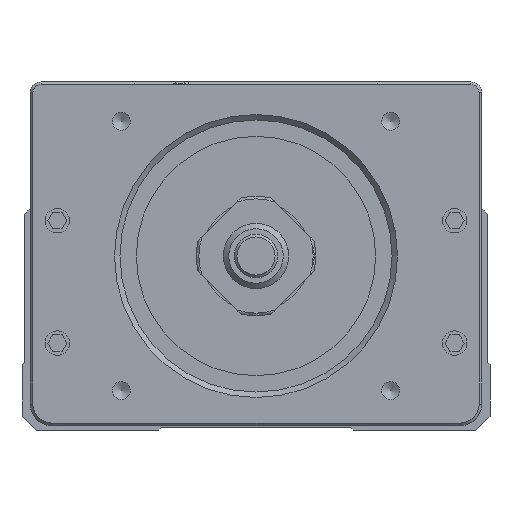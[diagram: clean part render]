
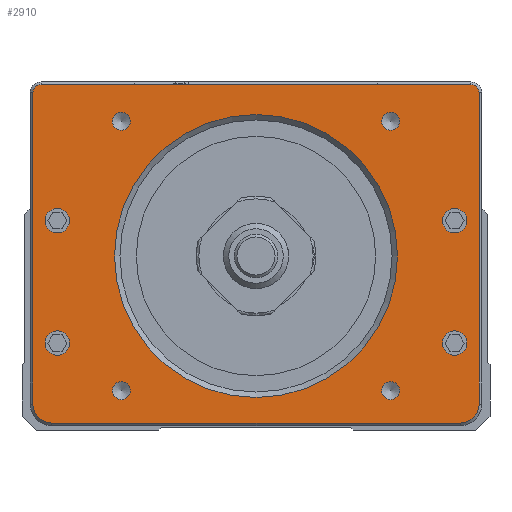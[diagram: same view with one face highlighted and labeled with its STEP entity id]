
A CAD part, front view. The second image highlights one B-rep face of the part: STEP entity #2910.
In plain terms, the highlighted planar face has unit normal (0, -1, 0).
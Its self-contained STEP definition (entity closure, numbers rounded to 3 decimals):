
#1132=FACE_BOUND('',#6580,.T.);
#1133=FACE_BOUND('',#6581,.T.);
#1134=FACE_BOUND('',#6582,.T.);
#1135=FACE_BOUND('',#6583,.T.);
#1136=FACE_BOUND('',#6584,.T.);
#1137=FACE_BOUND('',#6585,.T.);
#1138=FACE_BOUND('',#6586,.T.);
#1139=FACE_BOUND('',#6587,.T.);
#1140=FACE_BOUND('',#6588,.T.);
#1141=FACE_BOUND('',#6589,.T.);
#1979=CIRCLE('',#26784,26.);
#1980=CIRCLE('',#26785,1.65);
#1981=CIRCLE('',#26786,1.65);
#1982=CIRCLE('',#26787,1.65);
#1983=CIRCLE('',#26788,1.65);
#1984=CIRCLE('',#26789,1.5);
#1985=CIRCLE('',#26790,1.5);
#1986=CIRCLE('',#26791,3.5);
#1987=CIRCLE('',#26792,3.5);
#1988=CIRCLE('',#26793,2.25);
#1989=CIRCLE('',#26794,2.25);
#1990=CIRCLE('',#26795,2.25);
#1991=CIRCLE('',#26796,2.25);
#2910=ADVANCED_FACE('',(#1132,#1133,#1134,#1135,#1136,#1137,#1138,#1139,
#1140,#1141),#4231,.F.);
#4231=PLANE('',#26797);
#6580=EDGE_LOOP('',(#10340));
#6581=EDGE_LOOP('',(#10341));
#6582=EDGE_LOOP('',(#10342));
#6583=EDGE_LOOP('',(#10343));
#6584=EDGE_LOOP('',(#10344));
#6585=EDGE_LOOP('',(#10345,#10346,#10347,#10348,#10349,#10350,#10351,#10352));
#6586=EDGE_LOOP('',(#10353));
#6587=EDGE_LOOP('',(#10354));
#6588=EDGE_LOOP('',(#10355));
#6589=EDGE_LOOP('',(#10356));
#10340=ORIENTED_EDGE('',*,*,#18830,.T.);
#10341=ORIENTED_EDGE('',*,*,#18831,.T.);
#10342=ORIENTED_EDGE('',*,*,#18832,.T.);
#10343=ORIENTED_EDGE('',*,*,#18833,.T.);
#10344=ORIENTED_EDGE('',*,*,#18834,.T.);
#10345=ORIENTED_EDGE('',*,*,#18835,.T.);
#10346=ORIENTED_EDGE('',*,*,#18836,.T.);
#10347=ORIENTED_EDGE('',*,*,#18837,.T.);
#10348=ORIENTED_EDGE('',*,*,#18838,.T.);
#10349=ORIENTED_EDGE('',*,*,#18839,.T.);
#10350=ORIENTED_EDGE('',*,*,#18840,.T.);
#10351=ORIENTED_EDGE('',*,*,#18841,.T.);
#10352=ORIENTED_EDGE('',*,*,#18842,.T.);
#10353=ORIENTED_EDGE('',*,*,#18843,.T.);
#10354=ORIENTED_EDGE('',*,*,#18844,.T.);
#10355=ORIENTED_EDGE('',*,*,#18845,.T.);
#10356=ORIENTED_EDGE('',*,*,#18846,.T.);
#16014=VERTEX_POINT('',#39103);
#16015=VERTEX_POINT('',#39105);
#16016=VERTEX_POINT('',#39107);
#16017=VERTEX_POINT('',#39109);
#16018=VERTEX_POINT('',#39111);
#16019=VERTEX_POINT('',#39113);
#16020=VERTEX_POINT('',#39114);
#16021=VERTEX_POINT('',#39116);
#16022=VERTEX_POINT('',#39118);
#16023=VERTEX_POINT('',#39120);
#16024=VERTEX_POINT('',#39122);
#16025=VERTEX_POINT('',#39124);
#16026=VERTEX_POINT('',#39126);
#16027=VERTEX_POINT('',#39129);
#16028=VERTEX_POINT('',#39131);
#16029=VERTEX_POINT('',#39133);
#16030=VERTEX_POINT('',#39135);
#18830=EDGE_CURVE('',#16014,#16014,#1979,.T.);
#18831=EDGE_CURVE('',#16015,#16015,#1980,.T.);
#18832=EDGE_CURVE('',#16016,#16016,#1981,.T.);
#18833=EDGE_CURVE('',#16017,#16017,#1982,.T.);
#18834=EDGE_CURVE('',#16018,#16018,#1983,.T.);
#18835=EDGE_CURVE('',#16019,#16020,#21982,.T.);
#18836=EDGE_CURVE('',#16020,#16021,#1984,.T.);
#18837=EDGE_CURVE('',#16021,#16022,#21983,.T.);
#18838=EDGE_CURVE('',#16022,#16023,#1985,.T.);
#18839=EDGE_CURVE('',#16023,#16024,#21984,.T.);
#18840=EDGE_CURVE('',#16024,#16025,#1986,.T.);
#18841=EDGE_CURVE('',#16025,#16026,#21985,.T.);
#18842=EDGE_CURVE('',#16026,#16019,#1987,.T.);
#18843=EDGE_CURVE('',#16027,#16027,#1988,.T.);
#18844=EDGE_CURVE('',#16028,#16028,#1989,.T.);
#18845=EDGE_CURVE('',#16029,#16029,#1990,.T.);
#18846=EDGE_CURVE('',#16030,#16030,#1991,.T.);
#21982=LINE('',#39112,#24501);
#21983=LINE('',#39117,#24502);
#21984=LINE('',#39121,#24503);
#21985=LINE('',#39125,#24504);
#24501=VECTOR('',#30766,1.);
#24502=VECTOR('',#30769,1.);
#24503=VECTOR('',#30772,1.);
#24504=VECTOR('',#30775,1.);
#26784=AXIS2_PLACEMENT_3D('',#39102,#30756,#30757);
#26785=AXIS2_PLACEMENT_3D('',#39104,#30758,#30759);
#26786=AXIS2_PLACEMENT_3D('',#39106,#30760,#30761);
#26787=AXIS2_PLACEMENT_3D('',#39108,#30762,#30763);
#26788=AXIS2_PLACEMENT_3D('',#39110,#30764,#30765);
#26789=AXIS2_PLACEMENT_3D('',#39115,#30767,#30768);
#26790=AXIS2_PLACEMENT_3D('',#39119,#30770,#30771);
#26791=AXIS2_PLACEMENT_3D('',#39123,#30773,#30774);
#26792=AXIS2_PLACEMENT_3D('',#39127,#30776,#30777);
#26793=AXIS2_PLACEMENT_3D('',#39128,#30778,#30779);
#26794=AXIS2_PLACEMENT_3D('',#39130,#30780,#30781);
#26795=AXIS2_PLACEMENT_3D('',#39132,#30782,#30783);
#26796=AXIS2_PLACEMENT_3D('',#39134,#30784,#30785);
#26797=AXIS2_PLACEMENT_3D('',#39136,#30786,#30787);
#30756=DIRECTION('',(0.,1.,0.));
#30757=DIRECTION('',(0.,0.,1.));
#30758=DIRECTION('',(0.,1.,0.));
#30759=DIRECTION('',(0.,0.,1.));
#30760=DIRECTION('',(0.,1.,0.));
#30761=DIRECTION('',(0.,0.,1.));
#30762=DIRECTION('',(0.,1.,0.));
#30763=DIRECTION('',(0.,0.,1.));
#30764=DIRECTION('',(0.,1.,0.));
#30765=DIRECTION('',(0.,0.,1.));
#30766=DIRECTION('',(0.,0.,1.));
#30767=DIRECTION('',(0.,-1.,0.));
#30768=DIRECTION('',(0.,0.,1.));
#30769=DIRECTION('',(-1.,0.,0.));
#30770=DIRECTION('',(0.,-1.,0.));
#30771=DIRECTION('',(0.,0.,1.));
#30772=DIRECTION('',(0.,0.,-1.));
#30773=DIRECTION('',(0.,-1.,0.));
#30774=DIRECTION('',(0.,0.,1.));
#30775=DIRECTION('',(1.,0.,0.));
#30776=DIRECTION('',(0.,-1.,0.));
#30777=DIRECTION('',(0.,0.,1.));
#30778=DIRECTION('',(0.,1.,0.));
#30779=DIRECTION('',(0.,0.,1.));
#30780=DIRECTION('',(0.,1.,0.));
#30781=DIRECTION('',(0.,0.,1.));
#30782=DIRECTION('',(0.,1.,0.));
#30783=DIRECTION('',(0.,0.,1.));
#30784=DIRECTION('',(0.,1.,0.));
#30785=DIRECTION('',(0.,0.,1.));
#30786=DIRECTION('',(0.,1.,0.));
#30787=DIRECTION('',(0.,0.,-1.));
#39102=CARTESIAN_POINT('',(0.,-236.633,32.));
#39103=CARTESIAN_POINT('',(0.,-236.633,58.));
#39104=CARTESIAN_POINT('',(-24.749,-236.633,56.749));
#39105=CARTESIAN_POINT('',(-24.749,-236.633,58.399));
#39106=CARTESIAN_POINT('',(-24.749,-236.633,7.251));
#39107=CARTESIAN_POINT('',(-24.749,-236.633,8.901));
#39108=CARTESIAN_POINT('',(24.749,-236.633,7.251));
#39109=CARTESIAN_POINT('',(24.749,-236.633,8.901));
#39110=CARTESIAN_POINT('',(24.749,-236.633,56.749));
#39111=CARTESIAN_POINT('',(24.749,-236.633,58.399));
#39112=CARTESIAN_POINT('',(41.,-236.633,60.));
#39113=CARTESIAN_POINT('',(41.,-236.633,4.8));
#39114=CARTESIAN_POINT('',(41.,-236.633,62.));
#39115=CARTESIAN_POINT('',(39.5,-236.633,62.));
#39116=CARTESIAN_POINT('',(39.5,-236.633,63.5));
#39117=CARTESIAN_POINT('',(39.,-236.633,63.5));
#39118=CARTESIAN_POINT('',(-39.5,-236.633,63.5));
#39119=CARTESIAN_POINT('',(-39.5,-236.633,62.));
#39120=CARTESIAN_POINT('',(-41.,-236.633,62.));
#39121=CARTESIAN_POINT('',(-41.,-236.633,60.));
#39122=CARTESIAN_POINT('',(-41.,-236.633,4.8));
#39123=CARTESIAN_POINT('',(-37.5,-236.633,4.8));
#39124=CARTESIAN_POINT('',(-37.5,-236.633,1.3));
#39125=CARTESIAN_POINT('',(39.,-236.633,1.3));
#39126=CARTESIAN_POINT('',(37.5,-236.633,1.3));
#39127=CARTESIAN_POINT('',(37.5,-236.633,4.8));
#39128=CARTESIAN_POINT('',(-36.5,-236.633,38.5));
#39129=CARTESIAN_POINT('',(-36.5,-236.633,40.75));
#39130=CARTESIAN_POINT('',(-36.5,-236.633,16.));
#39131=CARTESIAN_POINT('',(-36.5,-236.633,18.25));
#39132=CARTESIAN_POINT('',(36.5,-236.633,38.5));
#39133=CARTESIAN_POINT('',(36.5,-236.633,40.75));
#39134=CARTESIAN_POINT('',(36.5,-236.633,16.));
#39135=CARTESIAN_POINT('',(36.5,-236.633,18.25));
#39136=CARTESIAN_POINT('',(39.,-236.633,60.));
